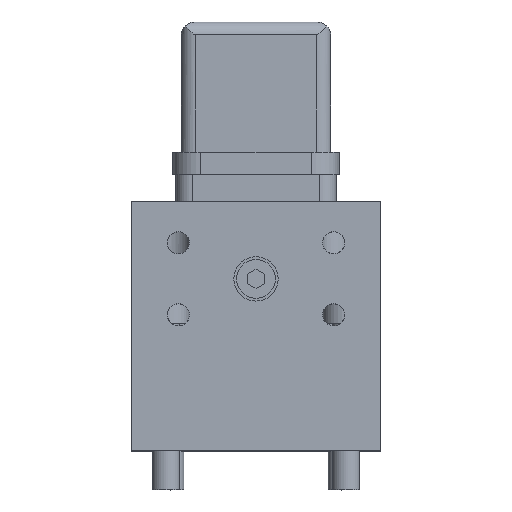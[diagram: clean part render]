
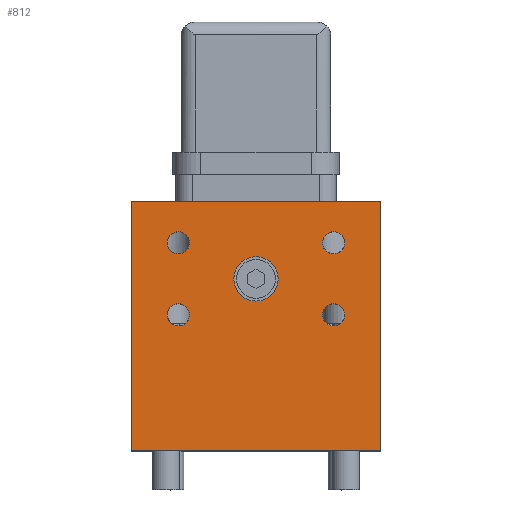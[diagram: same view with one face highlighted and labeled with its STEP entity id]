
A CAD part, top view. The second image highlights one B-rep face of the part: STEP entity #812.
In plain terms, the highlighted planar face has unit normal (0, 0, 1).
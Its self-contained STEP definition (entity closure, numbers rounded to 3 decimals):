
#812 = ADVANCED_FACE( '', ( #1667, #1668, #1669, #1670, #1671, #1672 ), #1673, .F. );
#1667 = FACE_BOUND( '', #2586, .T. );
#1668 = FACE_BOUND( '', #2587, .T. );
#1669 = FACE_BOUND( '', #2588, .T. );
#1670 = FACE_BOUND( '', #2589, .T. );
#1671 = FACE_BOUND( '', #2590, .T. );
#1672 = FACE_OUTER_BOUND( '', #2591, .T. );
#1673 = PLANE( '', #2592 );
#2586 = EDGE_LOOP( '', ( #4313 ) );
#2587 = EDGE_LOOP( '', ( #4314 ) );
#2588 = EDGE_LOOP( '', ( #4315 ) );
#2589 = EDGE_LOOP( '', ( #4316 ) );
#2590 = EDGE_LOOP( '', ( #4317 ) );
#2591 = EDGE_LOOP( '', ( #4318, #4319, #4320, #4321 ) );
#2592 = AXIS2_PLACEMENT_3D( '', #4322, #4323, #4324 );
#4313 = ORIENTED_EDGE( '', *, *, #5011, .F. );
#4314 = ORIENTED_EDGE( '', *, *, #5116, .F. );
#4315 = ORIENTED_EDGE( '', *, *, #5228, .F. );
#4316 = ORIENTED_EDGE( '', *, *, #5634, .F. );
#4317 = ORIENTED_EDGE( '', *, *, #5635, .F. );
#4318 = ORIENTED_EDGE( '', *, *, #5636, .T. );
#4319 = ORIENTED_EDGE( '', *, *, #5637, .F. );
#4320 = ORIENTED_EDGE( '', *, *, #5329, .F. );
#4321 = ORIENTED_EDGE( '', *, *, #5438, .T. );
#4322 = CARTESIAN_POINT( '', ( -22.5, 22.5, 31. ) );
#4323 = DIRECTION( '', ( 0., 0., -1. ) );
#4324 = DIRECTION( '', ( -1., 0., 0. ) );
#5011 = EDGE_CURVE( '', #5835, #5835, #5836, .T. );
#5116 = EDGE_CURVE( '', #6015, #6015, #6016, .T. );
#5228 = EDGE_CURVE( '', #6208, #6208, #6209, .T. );
#5329 = EDGE_CURVE( '', #6366, #6368, #6369, .T. );
#5438 = EDGE_CURVE( '', #6366, #6531, #6533, .T. );
#5634 = EDGE_CURVE( '', #6798, #6798, #6799, .T. );
#5635 = EDGE_CURVE( '', #6800, #6800, #6801, .T. );
#5636 = EDGE_CURVE( '', #6531, #6802, #6803, .T. );
#5637 = EDGE_CURVE( '', #6368, #6802, #6804, .T. );
#5835 = VERTEX_POINT( '', #7049 );
#5836 = CIRCLE( '', #7050, 2. );
#6015 = VERTEX_POINT( '', #7465 );
#6016 = CIRCLE( '', #7466, 2. );
#6208 = VERTEX_POINT( '', #7749 );
#6209 = CIRCLE( '', #7750, 2. );
#6366 = VERTEX_POINT( '', #7975 );
#6368 = VERTEX_POINT( '', #7978 );
#6369 = LINE( '', #7979, #7980 );
#6531 = VERTEX_POINT( '', #8218 );
#6533 = LINE( '', #8221, #8222 );
#6798 = VERTEX_POINT( '', #8740 );
#6799 = CIRCLE( '', #8741, 2. );
#6800 = VERTEX_POINT( '', #8742 );
#6801 = CIRCLE( '', #8743, 2. );
#6802 = VERTEX_POINT( '', #8744 );
#6803 = LINE( '', #8745, #8746 );
#6804 = LINE( '', #8747, #8748 );
#7049 = CARTESIAN_POINT( '', ( -16., 15., 31. ) );
#7050 = AXIS2_PLACEMENT_3D( '', #8971, #8972, #8973 );
#7465 = CARTESIAN_POINT( '', ( 12., 2., 31. ) );
#7466 = AXIS2_PLACEMENT_3D( '', #9120, #9121, #9122 );
#7749 = CARTESIAN_POINT( '', ( 12., 15., 31. ) );
#7750 = AXIS2_PLACEMENT_3D( '', #9250, #9251, #9252 );
#7975 = CARTESIAN_POINT( '', ( -22.5, 22.5, 31. ) );
#7978 = CARTESIAN_POINT( '', ( 22.5, 22.5, 31. ) );
#7979 = CARTESIAN_POINT( '', ( -22.5, 22.5, 31. ) );
#7980 = VECTOR( '', #9410, 1000. );
#8218 = CARTESIAN_POINT( '', ( -22.5, -22.5, 31. ) );
#8221 = CARTESIAN_POINT( '', ( -22.5, 22.5, 31. ) );
#8222 = VECTOR( '', #9533, 1000. );
#8740 = CARTESIAN_POINT( '', ( -16., 2., 31. ) );
#8741 = AXIS2_PLACEMENT_3D( '', #9727, #9728, #9729 );
#8742 = CARTESIAN_POINT( '', ( -2., 8.5, 31. ) );
#8743 = AXIS2_PLACEMENT_3D( '', #9730, #9731, #9732 );
#8744 = CARTESIAN_POINT( '', ( 22.5, -22.5, 31. ) );
#8745 = CARTESIAN_POINT( '', ( -22.5, -22.5, 31. ) );
#8746 = VECTOR( '', #9733, 1000. );
#8747 = CARTESIAN_POINT( '', ( 22.5, 22.5, 31. ) );
#8748 = VECTOR( '', #9734, 1000. );
#8971 = CARTESIAN_POINT( '', ( -14., 15., 31. ) );
#8972 = DIRECTION( '', ( 0., 0., 1. ) );
#8973 = DIRECTION( '', ( -1., 0., 0. ) );
#9120 = CARTESIAN_POINT( '', ( 14., 2., 31. ) );
#9121 = DIRECTION( '', ( 0., 0., 1. ) );
#9122 = DIRECTION( '', ( -1., 0., 0. ) );
#9250 = CARTESIAN_POINT( '', ( 14., 15., 31. ) );
#9251 = DIRECTION( '', ( 0., 0., 1. ) );
#9252 = DIRECTION( '', ( -1., 0., 0. ) );
#9410 = DIRECTION( '', ( 1., 0., 0. ) );
#9533 = DIRECTION( '', ( 0., -1., 0. ) );
#9727 = CARTESIAN_POINT( '', ( -14., 2., 31. ) );
#9728 = DIRECTION( '', ( 0., 0., 1. ) );
#9729 = DIRECTION( '', ( -1., 0., 0. ) );
#9730 = CARTESIAN_POINT( '', ( 0., 8.5, 31. ) );
#9731 = DIRECTION( '', ( 0., 0., 1. ) );
#9732 = DIRECTION( '', ( -1., 0., 0. ) );
#9733 = DIRECTION( '', ( 1., 0., 0. ) );
#9734 = DIRECTION( '', ( 0., -1., 0. ) );
